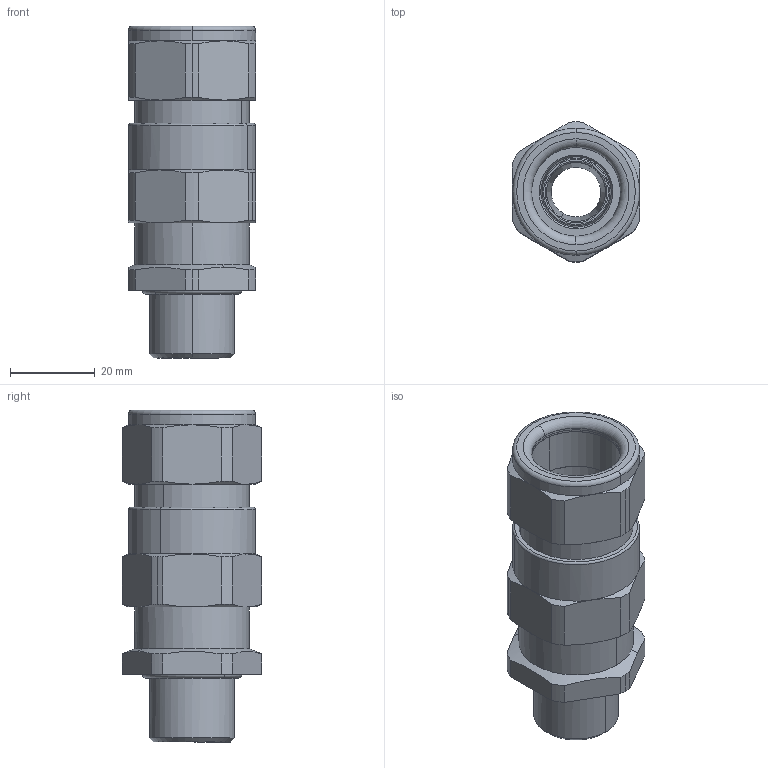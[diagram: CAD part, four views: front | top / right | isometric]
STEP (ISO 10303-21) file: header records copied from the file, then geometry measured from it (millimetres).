
FILE_DESCRIPTION(('CATIA V5 STEP Exchange','CAx-IF Rec.Pracs.--- Model Styling and Organization---1.4--- 2014-01-23'),'2;1');
FILE_NAME ('298157-1_0_1184990000_1184990000.stp','2022-03-30T03:02:15+00:00',('none'),('Weidmueller'),'CATIA Version 5-6 Release 2016 SP3 HF44','CATIA V5 STEP AP214','none');
FILE_SCHEMA(('AUTOMOTIVE_DESIGN { 1 0 10303 214 1 1 1 1 }'));
Length unit declared in the file: millimetre
Products named in the file (1): E1XZ/20/M20-WM
Bounding box: 30 x 33 x 78.4 mm (x, y, z)
Volume: 29188 mm3; surface area: 22541.5 mm2
Topology: 4 solids, 4 shells, 221 faces, 518 edges, 318 vertices
Faces by surface type: cylinder 74, cone 68, torus 40, plane 39
Entity records: 5910 total; most frequent: CARTESIAN_POINT 1324, ORIENTED_EDGE 1036, DIRECTION 723, EDGE_CURVE 518, AXIS2_PLACEMENT_3D 447, VERTEX_POINT 318, CIRCLE 311, EDGE_LOOP 242
